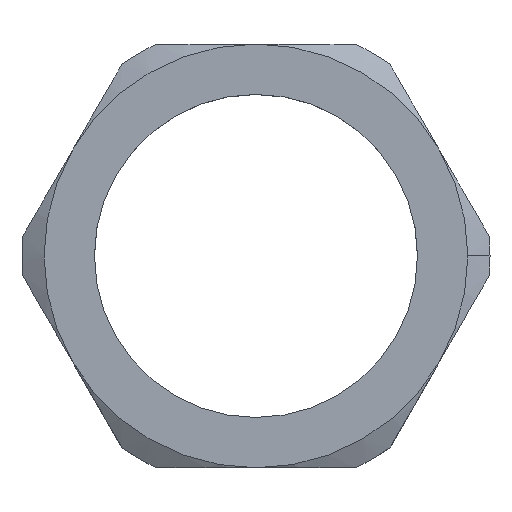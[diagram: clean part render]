
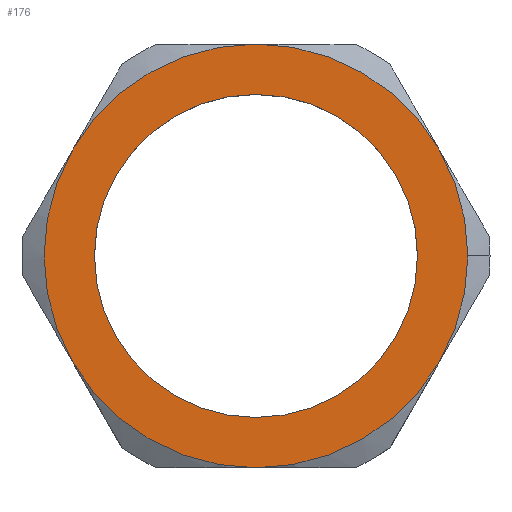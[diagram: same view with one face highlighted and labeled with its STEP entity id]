
A CAD part, top view. The second image highlights one B-rep face of the part: STEP entity #176.
In plain terms, the highlighted planar face has unit normal (0, 0, 1).
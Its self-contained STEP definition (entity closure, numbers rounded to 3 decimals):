
#4 = AXIS2_PLACEMENT_3D ( 'NONE', #621, #620, #619 ) ;
#5 = AXIS2_PLACEMENT_3D ( 'NONE', #633, #632, #631 ) ;
#6 = AXIS2_PLACEMENT_3D ( 'NONE', #636, #635, #634 ) ;
#8 = AXIS2_PLACEMENT_3D ( 'NONE', #624, #623, #622 ) ;
#10 = AXIS2_PLACEMENT_3D ( 'NONE', #642, #638, #637 ) ;
#12 = AXIS2_PLACEMENT_3D ( 'NONE', #627, #626, #625 ) ;
#13 = AXIS2_PLACEMENT_3D ( 'NONE', #630, #629, #628 ) ;
#55 = FACE_BOUND ( 'NONE', #747, .T. ) ;
#60 = FACE_OUTER_BOUND ( 'NONE', #746, .T. ) ;
#62 = AXIS2_PLACEMENT_3D ( 'NONE', #415, #414, #413 ) ;
#64 = AXIS2_PLACEMENT_3D ( 'NONE', #404, #403, #402 ) ;
#136 = EDGE_CURVE ( 'NONE', #808, #805, #230, .T. ) ;
#137 = EDGE_CURVE ( 'NONE', #828, #819, #229, .T. ) ;
#138 = EDGE_CURVE ( 'NONE', #804, #807, #228, .T. ) ;
#139 = EDGE_CURVE ( 'NONE', #807, #793, #227, .T. ) ;
#140 = EDGE_CURVE ( 'NONE', #793, #803, #226, .T. ) ;
#141 = EDGE_CURVE ( 'NONE', #803, #813, #225, .T. ) ;
#142 = EDGE_CURVE ( 'NONE', #813, #828, #224, .T. ) ;
#176 = ADVANCED_FACE ( 'NONE', ( #55, #60 ), #416, .T. ) ;
#195 = EDGE_CURVE ( 'NONE', #805, #808, #221, .T. ) ;
#200 = CIRCLE ( 'NONE', #555, 20. ) ;
#221 = CIRCLE ( 'NONE', #64, 15.25 ) ;
#224 = CIRCLE ( 'NONE', #4, 20. ) ;
#225 = CIRCLE ( 'NONE', #8, 20. ) ;
#226 = CIRCLE ( 'NONE', #12, 20. ) ;
#227 = CIRCLE ( 'NONE', #13, 20. ) ;
#228 = CIRCLE ( 'NONE', #5, 20. ) ;
#229 = CIRCLE ( 'NONE', #6, 20. ) ;
#230 = CIRCLE ( 'NONE', #10, 15.25 ) ;
#264 = EDGE_CURVE ( 'NONE', #819, #804, #200, .T. ) ;
#267 = CARTESIAN_POINT ( 'NONE',  ( 0., -20., 7. ) ) ;
#272 = CARTESIAN_POINT ( 'NONE',  ( 15.25, 0., 7. ) ) ;
#273 = CARTESIAN_POINT ( 'NONE',  ( 0., 20., 7. ) ) ;
#275 = CARTESIAN_POINT ( 'NONE',  ( -15.25, 0., 7. ) ) ;
#276 = CARTESIAN_POINT ( 'NONE',  ( 17.321, 10., 7. ) ) ;
#277 = CARTESIAN_POINT ( 'NONE',  ( -17.321, -10., 7. ) ) ;
#287 = CARTESIAN_POINT ( 'NONE',  ( -17.321, 10., 7. ) ) ;
#288 = DIRECTION ( 'NONE',  ( 1., 0., 0. ) ) ;
#289 = DIRECTION ( 'NONE',  ( 0., 0., 1. ) ) ;
#290 = CARTESIAN_POINT ( 'NONE',  ( 0., 0., 7. ) ) ;
#402 = DIRECTION ( 'NONE',  ( 1., 0., 0. ) ) ;
#403 = DIRECTION ( 'NONE',  ( 0., 0., 1. ) ) ;
#404 = CARTESIAN_POINT ( 'NONE',  ( 0., 0., 7. ) ) ;
#413 = DIRECTION ( 'NONE',  ( 1., 0., 0. ) ) ;
#414 = DIRECTION ( 'NONE',  ( 0., 0., 1. ) ) ;
#415 = CARTESIAN_POINT ( 'NONE',  ( 0., 0., 7. ) ) ;
#416 = PLANE ( 'NONE',  #62 ) ;
#555 = AXIS2_PLACEMENT_3D ( 'NONE', #290, #289, #288 ) ;
#560 = CARTESIAN_POINT ( 'NONE',  ( 20., 0., 7. ) ) ;
#569 = CARTESIAN_POINT ( 'NONE',  ( 17.321, -10., 7. ) ) ;
#619 = DIRECTION ( 'NONE',  ( 1., 0., 0. ) ) ;
#620 = DIRECTION ( 'NONE',  ( 0., 0., 1. ) ) ;
#621 = CARTESIAN_POINT ( 'NONE',  ( 0., 0., 7. ) ) ;
#622 = DIRECTION ( 'NONE',  ( 1., 0., 0. ) ) ;
#623 = DIRECTION ( 'NONE',  ( 0., 0., 1. ) ) ;
#624 = CARTESIAN_POINT ( 'NONE',  ( 0., 0., 7. ) ) ;
#625 = DIRECTION ( 'NONE',  ( 1., 0., 0. ) ) ;
#626 = DIRECTION ( 'NONE',  ( 0., 0., 1. ) ) ;
#627 = CARTESIAN_POINT ( 'NONE',  ( 0., 0., 7. ) ) ;
#628 = DIRECTION ( 'NONE',  ( 1., 0., 0. ) ) ;
#629 = DIRECTION ( 'NONE',  ( 0., 0., 1. ) ) ;
#630 = CARTESIAN_POINT ( 'NONE',  ( 0., 0., 7. ) ) ;
#631 = DIRECTION ( 'NONE',  ( 1., 0., 0. ) ) ;
#632 = DIRECTION ( 'NONE',  ( 0., 0., 1. ) ) ;
#633 = CARTESIAN_POINT ( 'NONE',  ( 0., 0., 7. ) ) ;
#634 = DIRECTION ( 'NONE',  ( 1., 0., 0. ) ) ;
#635 = DIRECTION ( 'NONE',  ( 0., 0., 1. ) ) ;
#636 = CARTESIAN_POINT ( 'NONE',  ( 0., 0., 7. ) ) ;
#637 = DIRECTION ( 'NONE',  ( 1., 0., 0. ) ) ;
#638 = DIRECTION ( 'NONE',  ( 0., 0., 1. ) ) ;
#642 = CARTESIAN_POINT ( 'NONE',  ( 0., 0., 7. ) ) ;
#728 = ORIENTED_EDGE ( 'NONE', *, *, #195, .F. ) ;
#729 = ORIENTED_EDGE ( 'NONE', *, *, #138, .T. ) ;
#730 = ORIENTED_EDGE ( 'NONE', *, *, #136, .F. ) ;
#731 = ORIENTED_EDGE ( 'NONE', *, *, #137, .T. ) ;
#732 = ORIENTED_EDGE ( 'NONE', *, *, #264, .T. ) ;
#734 = ORIENTED_EDGE ( 'NONE', *, *, #140, .T. ) ;
#735 = ORIENTED_EDGE ( 'NONE', *, *, #139, .T. ) ;
#736 = ORIENTED_EDGE ( 'NONE', *, *, #141, .T. ) ;
#737 = ORIENTED_EDGE ( 'NONE', *, *, #142, .T. ) ;
#746 = EDGE_LOOP ( 'NONE', ( #731, #732, #729, #735, #734, #736, #737 ) ) ;
#747 = EDGE_LOOP ( 'NONE', ( #728, #730 ) ) ;
#793 = VERTEX_POINT ( 'NONE', #287 ) ;
#803 = VERTEX_POINT ( 'NONE', #277 ) ;
#804 = VERTEX_POINT ( 'NONE', #276 ) ;
#805 = VERTEX_POINT ( 'NONE', #275 ) ;
#807 = VERTEX_POINT ( 'NONE', #273 ) ;
#808 = VERTEX_POINT ( 'NONE', #272 ) ;
#813 = VERTEX_POINT ( 'NONE', #267 ) ;
#819 = VERTEX_POINT ( 'NONE', #560 ) ;
#828 = VERTEX_POINT ( 'NONE', #569 ) ;
